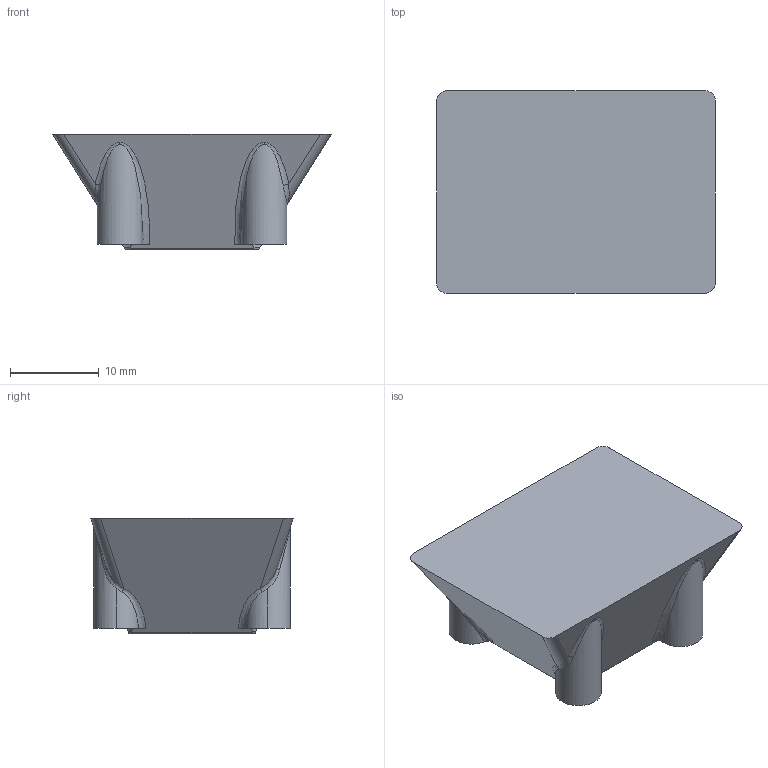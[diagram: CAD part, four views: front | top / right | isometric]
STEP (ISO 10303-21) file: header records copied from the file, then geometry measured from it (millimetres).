
FILE_DESCRIPTION (( 'STEP AP203' ), '1' );
FILE_NAME ('SAR-1430-42-S2-D.STEP', '2024-04-22T22:27:52', ( '' ), ( '' ), 'SwSTEP 2.0', 'SolidWorks 2021', '' );
FILE_SCHEMA (( 'CONFIG_CONTROL_DESIGN' ));
Length unit declared in the file: inch
Products named in the file (1): SAR-1430-42-S2-D
Bounding box: 31.45 x 22.86 x 13.08 mm (x, y, z)
Volume: 6014.7 mm3; surface area: 2494.4 mm2
Topology: 1 solids, 1 shells, 79 faces, 208 edges, 136 vertices
Faces by surface type: cylinder 36, plane 23, bspline 16, torus 4
Entity records: 3065 total; most frequent: CARTESIAN_POINT 1220, ORIENTED_EDGE 416, DIRECTION 328, EDGE_CURVE 208, VERTEX_POINT 136, AXIS2_PLACEMENT_3D 132, EDGE_LOOP 84, FACE_OUTER_BOUND 79
